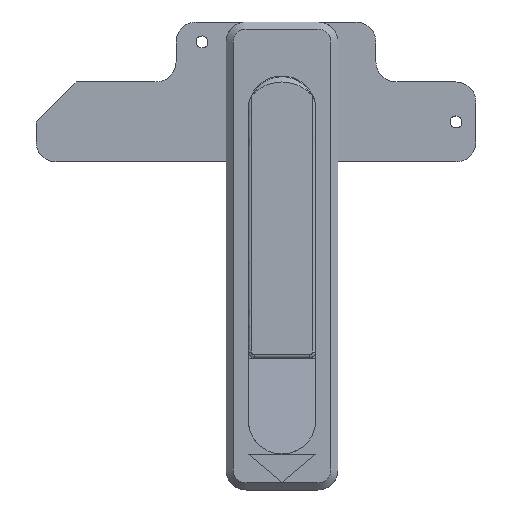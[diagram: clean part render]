
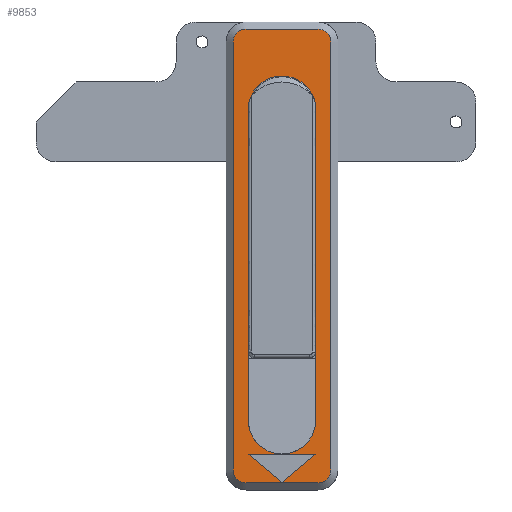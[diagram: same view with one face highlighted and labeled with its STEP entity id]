
A CAD part, front view. The second image highlights one B-rep face of the part: STEP entity #9853.
In plain terms, the highlighted free-form (B-spline) face has degree [1, 1] with [2, 2] control points.
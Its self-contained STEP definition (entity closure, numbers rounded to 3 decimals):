
#7725=CARTESIAN_POINT('',(-15.0,-12.23,-87.));
#7726=VERTEX_POINT('',#7725);
#7741=CARTESIAN_POINT('',(-15.0,-12.23,20.));
#7742=VERTEX_POINT('',#7741);
#7748=CARTESIAN_POINT('',(-15.0,-12.23,-87.));
#7749=CARTESIAN_POINT('',(-15.0,-12.23,20.));
#7750=QUASI_UNIFORM_CURVE('',1,(#7748,#7749),.UNSPECIFIED.,.F.,.U.);
#7751=EDGE_CURVE('',#7726,#7742,#7750,.T.);
#7772=CARTESIAN_POINT('',(-15.0,-9.0,23.23));
#7773=VERTEX_POINT('',#7772);
#7779=CARTESIAN_POINT('',(-15.0,-12.23,20.));
#7780=CARTESIAN_POINT('',(-15.,-12.23,23.23));
#7781=CARTESIAN_POINT('',(-15.0,-9.0,23.23));
#7789=(BOUNDED_CURVE()B_SPLINE_CURVE(2,(#7779,#7780,#7781),.UNSPECIFIED.,.F.,.U.)CURVE()GEOMETRIC_REPRESENTATION_ITEM()QUASI_UNIFORM_CURVE()RATIONAL_B_SPLINE_CURVE((1.0,0.707,1.0))REPRESENTATION_ITEM(''));
#7790=EDGE_CURVE('',#7742,#7773,#7789,.T.);
#7823=CARTESIAN_POINT('',(-15.0,-9.0,-90.23));
#7824=VERTEX_POINT('',#7823);
#7846=CARTESIAN_POINT('',(-15.0,-9.0,-90.23));
#7847=CARTESIAN_POINT('',(-15.,-12.23,-90.23));
#7848=CARTESIAN_POINT('',(-15.0,-12.23,-87.));
#7856=(BOUNDED_CURVE()B_SPLINE_CURVE(2,(#7846,#7847,#7848),.UNSPECIFIED.,.F.,.U.)CURVE()GEOMETRIC_REPRESENTATION_ITEM()QUASI_UNIFORM_CURVE()RATIONAL_B_SPLINE_CURVE((1.0,0.707,1.0))REPRESENTATION_ITEM(''));
#7857=EDGE_CURVE('',#7824,#7726,#7856,.T.);
#7869=CARTESIAN_POINT('',(-15.0,9.0,23.23));
#7870=VERTEX_POINT('',#7869);
#7876=CARTESIAN_POINT('',(-15.0,-9.0,23.23));
#7877=CARTESIAN_POINT('',(-15.0,9.0,23.23));
#7878=QUASI_UNIFORM_CURVE('',1,(#7876,#7877),.UNSPECIFIED.,.F.,.U.);
#7879=EDGE_CURVE('',#7773,#7870,#7878,.T.);
#7895=CARTESIAN_POINT('',(-15.0,9.0,-90.23));
#7896=VERTEX_POINT('',#7895);
#7910=CARTESIAN_POINT('',(-15.0,9.0,-90.23));
#7911=CARTESIAN_POINT('',(-15.0,-9.0,-90.23));
#7912=QUASI_UNIFORM_CURVE('',1,(#7910,#7911),.UNSPECIFIED.,.F.,.U.);
#7913=EDGE_CURVE('',#7896,#7824,#7912,.T.);
#7934=CARTESIAN_POINT('',(-15.0,12.23,20.));
#7935=VERTEX_POINT('',#7934);
#7941=CARTESIAN_POINT('',(-15.0,9.0,23.23));
#7942=CARTESIAN_POINT('',(-15.,12.23,23.23));
#7943=CARTESIAN_POINT('',(-15.0,12.23,20.));
#7951=(BOUNDED_CURVE()B_SPLINE_CURVE(2,(#7941,#7942,#7943),.UNSPECIFIED.,.F.,.U.)CURVE()GEOMETRIC_REPRESENTATION_ITEM()QUASI_UNIFORM_CURVE()RATIONAL_B_SPLINE_CURVE((1.0,0.707,1.0))REPRESENTATION_ITEM(''));
#7952=EDGE_CURVE('',#7870,#7935,#7951,.T.);
#7985=CARTESIAN_POINT('',(-15.0,12.23,-87.));
#7986=VERTEX_POINT('',#7985);
#8008=CARTESIAN_POINT('',(-15.0,12.23,-87.));
#8009=CARTESIAN_POINT('',(-15.,12.23,-90.23));
#8010=CARTESIAN_POINT('',(-15.0,9.0,-90.23));
#8018=(BOUNDED_CURVE()B_SPLINE_CURVE(2,(#8008,#8009,#8010),.UNSPECIFIED.,.F.,.U.)CURVE()GEOMETRIC_REPRESENTATION_ITEM()QUASI_UNIFORM_CURVE()RATIONAL_B_SPLINE_CURVE((1.0,0.707,1.0))REPRESENTATION_ITEM(''));
#8019=EDGE_CURVE('',#7986,#7896,#8018,.T.);
#8036=CARTESIAN_POINT('',(-15.0,12.23,20.));
#8037=CARTESIAN_POINT('',(-15.0,12.23,-87.));
#8038=QUASI_UNIFORM_CURVE('',1,(#8036,#8037),.UNSPECIFIED.,.F.,.U.);
#8039=EDGE_CURVE('',#7935,#7986,#8038,.T.);
#8722=CARTESIAN_POINT('',(-15.0,8.5,-83.));
#8723=VERTEX_POINT('',#8722);
#8724=CARTESIAN_POINT('',(-15.0,0.,-90.));
#8725=VERTEX_POINT('',#8724);
#8726=CARTESIAN_POINT('',(-15.0,8.5,-83.));
#8727=CARTESIAN_POINT('',(-15.0,0.,-90.));
#8728=QUASI_UNIFORM_CURVE('',1,(#8726,#8727),.UNSPECIFIED.,.F.,.U.);
#8729=EDGE_CURVE('',#8723,#8725,#8728,.T.);
#8750=CARTESIAN_POINT('',(-15.0,-8.5,-83.));
#8751=VERTEX_POINT('',#8750);
#8752=CARTESIAN_POINT('',(-15.0,-8.5,-83.));
#8753=CARTESIAN_POINT('',(-15.0,8.5,-83.));
#8754=QUASI_UNIFORM_CURVE('',1,(#8752,#8753),.UNSPECIFIED.,.F.,.U.);
#8755=EDGE_CURVE('',#8751,#8723,#8754,.T.);
#8772=CARTESIAN_POINT('',(-15.0,0.,-90.));
#8773=CARTESIAN_POINT('',(-15.0,-8.5,-83.));
#8774=QUASI_UNIFORM_CURVE('',1,(#8772,#8773),.UNSPECIFIED.,.F.,.U.);
#8775=EDGE_CURVE('',#8725,#8751,#8774,.T.);
#9621=CARTESIAN_POINT('',(-15.0,8.5,-71.));
#9622=VERTEX_POINT('',#9621);
#9628=CARTESIAN_POINT('',(-15.,-8.5,-71.));
#9629=VERTEX_POINT('',#9628);
#9630=CARTESIAN_POINT('',(-15.0,8.5,-71.));
#9631=CARTESIAN_POINT('',(-15.,8.5,-79.5));
#9632=CARTESIAN_POINT('',(-15.,0.0,-79.5));
#9633=CARTESIAN_POINT('',(-15.,-8.5,-79.5));
#9634=CARTESIAN_POINT('',(-15.,-8.5,-71.));
#9642=(BOUNDED_CURVE()B_SPLINE_CURVE(2,(#9630,#9631,#9632,#9633,#9634),.UNSPECIFIED.,.F.,.U.)B_SPLINE_CURVE_WITH_KNOTS((3,2,3),(0.0,0.5,1.0),.UNSPECIFIED.)CURVE()GEOMETRIC_REPRESENTATION_ITEM()RATIONAL_B_SPLINE_CURVE((1.0,0.707,1.0,0.707,1.0))REPRESENTATION_ITEM(''));
#9643=EDGE_CURVE('',#9622,#9629,#9642,.T.);
#9801=CARTESIAN_POINT('',(-15.0,13.452,28.897));
#9802=CARTESIAN_POINT('',(-15.0,-13.452,28.897));
#9803=CARTESIAN_POINT('',(-15.0,13.452,-95.897));
#9804=CARTESIAN_POINT('',(-15.0,-13.452,-95.897));
#9805=B_SPLINE_SURFACE_WITH_KNOTS('',1,1,((#9801,#9803),(#9802,#9804)),.UNSPECIFIED.,.F.,.F.,.U.,(2,2),(2,2),(0.0,26.904),(0.0,124.795),.UNSPECIFIED.);
#9806=ORIENTED_EDGE('',*,*,#7857,.T.);
#9807=ORIENTED_EDGE('',*,*,#7751,.T.);
#9808=ORIENTED_EDGE('',*,*,#7790,.T.);
#9809=ORIENTED_EDGE('',*,*,#7879,.T.);
#9810=ORIENTED_EDGE('',*,*,#7952,.T.);
#9811=ORIENTED_EDGE('',*,*,#8039,.T.);
#9812=ORIENTED_EDGE('',*,*,#8019,.T.);
#9813=ORIENTED_EDGE('',*,*,#7913,.T.);
#9814=EDGE_LOOP('',(#9806,#9807,#9808,#9809,#9810,#9811,#9812,#9813));
#9815=FACE_OUTER_BOUND('',#9814,.T.);
#9816=CARTESIAN_POINT('',(-15.,8.5,3.));
#9817=VERTEX_POINT('',#9816);
#9818=CARTESIAN_POINT('',(-15.0,8.5,-71.));
#9819=CARTESIAN_POINT('',(-15.,8.5,3.));
#9820=QUASI_UNIFORM_CURVE('',1,(#9818,#9819),.UNSPECIFIED.,.F.,.U.);
#9821=EDGE_CURVE('',#9622,#9817,#9820,.T.);
#9822=ORIENTED_EDGE('',*,*,#9821,.T.);
#9823=CARTESIAN_POINT('',(-15.,-8.5,3.));
#9824=VERTEX_POINT('',#9823);
#9825=CARTESIAN_POINT('',(-15.,-8.5,3.));
#9826=CARTESIAN_POINT('',(-15.,-8.5,11.5));
#9827=CARTESIAN_POINT('',(-15.,0.0,11.5));
#9828=CARTESIAN_POINT('',(-15.,8.5,11.5));
#9829=CARTESIAN_POINT('',(-15.,8.5,3.));
#9837=(BOUNDED_CURVE()B_SPLINE_CURVE(2,(#9825,#9826,#9827,#9828,#9829),.UNSPECIFIED.,.F.,.U.)B_SPLINE_CURVE_WITH_KNOTS((3,2,3),(0.0,0.5,1.0),.UNSPECIFIED.)CURVE()GEOMETRIC_REPRESENTATION_ITEM()RATIONAL_B_SPLINE_CURVE((1.0,0.707,1.0,0.707,1.0))REPRESENTATION_ITEM(''));
#9838=EDGE_CURVE('',#9824,#9817,#9837,.T.);
#9839=ORIENTED_EDGE('',*,*,#9838,.F.);
#9840=CARTESIAN_POINT('',(-15.,-8.5,3.));
#9841=CARTESIAN_POINT('',(-15.,-8.5,-71.));
#9842=QUASI_UNIFORM_CURVE('',1,(#9840,#9841),.UNSPECIFIED.,.F.,.U.);
#9843=EDGE_CURVE('',#9824,#9629,#9842,.T.);
#9844=ORIENTED_EDGE('',*,*,#9843,.T.);
#9845=ORIENTED_EDGE('',*,*,#9643,.F.);
#9846=EDGE_LOOP('',(#9822,#9839,#9844,#9845));
#9847=FACE_BOUND('',#9846,.T.);
#9848=ORIENTED_EDGE('',*,*,#8775,.F.);
#9849=ORIENTED_EDGE('',*,*,#8729,.F.);
#9850=ORIENTED_EDGE('',*,*,#8755,.F.);
#9851=EDGE_LOOP('',(#9848,#9849,#9850));
#9852=FACE_BOUND('',#9851,.T.);
#9853=ADVANCED_FACE('',(#9815,#9847,#9852),#9805,.F.);
